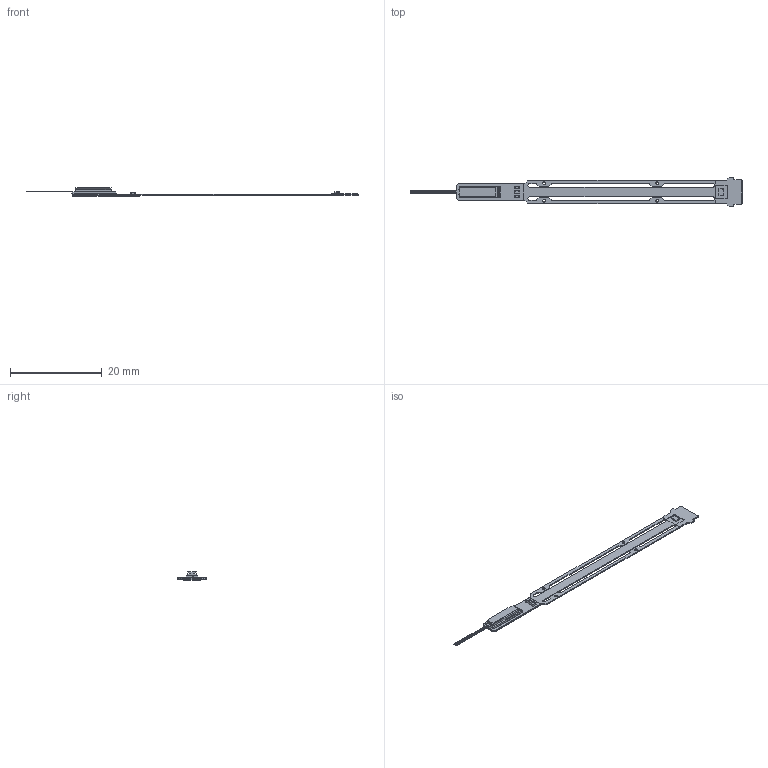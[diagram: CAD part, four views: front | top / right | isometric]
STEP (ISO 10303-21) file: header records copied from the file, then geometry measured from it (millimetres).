
FILE_DESCRIPTION(('Open CASCADE Model'),'2;1');
FILE_NAME('Open CASCADE Shape Model','2023-02-09T13:44:37',('Author'),( 'Open CASCADE'),'Open CASCADE STEP processor 6.8','Open CASCADE 6.8' ,'Unknown');
FILE_SCHEMA(('AUTOMOTIVE_DESIGN { 1 0 10303 214 1 1 1 1 }'));
Length unit declared in the file: millimetre
Products named in the file (29): PCB; Board; Open CASCADE STEP translator 6.8 1.1.1; Open CASCADE STEP translator 6.8 1.1.2; Open CASCADE STEP translator 6.8 1.1.3; U101; VCSP50L1_ROM_edit_RGB8421504; U100; J009777_NEUROPIXELS_DOVE_TAIL_MOUNT_GEN_2_NARROW_Rev_D; 6265112384; Extruded; 6264484512; 6264484352; U1; 6265113664; 6265113424; Sphere; C105; CerCap_0402; C103; C101; Free-Models; 6265113744; 6264483472
Assembly tree (87 placements, depth 4):
  PCB
    Board
      Open CASCADE STEP translator 6.8 1.1.1
      Open CASCADE STEP translator 6.8 1.1.2
      Open CASCADE STEP translator 6.8 1.1.3
    U101
      VCSP50L1_ROM_edit_RGB8421504
    U100
      J009777_NEUROPIXELS_DOVE_TAIL_MOUNT_GEN_2_NARROW_Rev_D
      6265112384  x44
        Extruded
      6264484512
        Extruded
      6264484352  x4
        Extruded
    U1
      6265113664
        Extruded
      6265113424  x12
        Sphere
    C105
      CerCap_0402
    C103
      CerCap_0402
    C101
      CerCap_0402
    Free-Models
      6265113744
        Extruded
      6264483472
        Extruded
Bounding box: 72.41 x 6.4 x 1.75 mm (x, y, z)
Volume: 88.4 mm3; surface area: 891.5 mm2
Topology: 91 solids, 91 shells, 915 faces, 2247 edges, 1394 vertices
Faces by surface type: plane 735, cylinder 64, sphere 60, bspline 56
Full cylindrical faces by diameter (mm): 0.6 x4
Entity records: 13682 total; most frequent: CARTESIAN_POINT 3094, ORIENTED_EDGE 1872, DIRECTION 1796, EDGE_CURVE 936, LINE 814, VECTOR 814, VERTEX_POINT 617, AXIS2_PLACEMENT_3D 491
